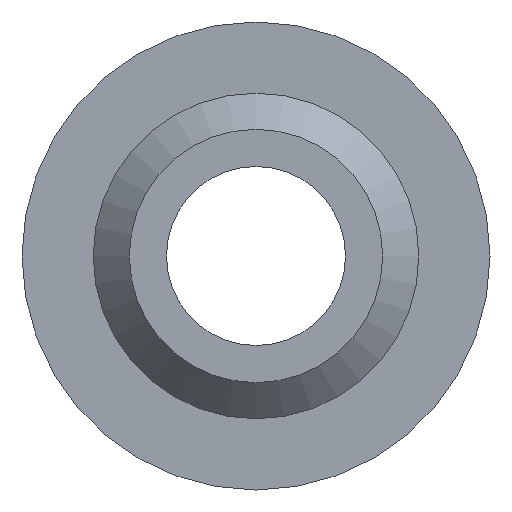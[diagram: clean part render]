
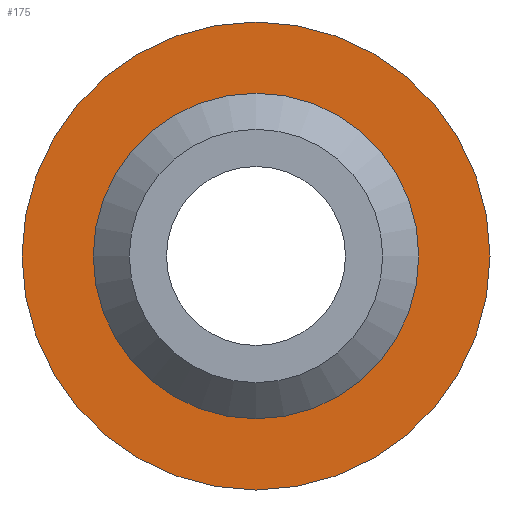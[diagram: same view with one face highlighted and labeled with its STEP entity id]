
A CAD part, front view. The second image highlights one B-rep face of the part: STEP entity #175.
In plain terms, the highlighted planar face has unit normal (0, -1, 0).
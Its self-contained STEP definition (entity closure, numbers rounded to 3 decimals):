
#15=FACE_BOUND('',#43,.T.);
#18=PLANE('',#213);
#31=FACE_OUTER_BOUND('',#42,.T.);
#42=EDGE_LOOP('',(#149));
#43=EDGE_LOOP('',(#150));
#76=CIRCLE('',#209,3.112);
#79=CIRCLE('',#214,5.75);
#91=VERTEX_POINT('',#312);
#94=VERTEX_POINT('',#322);
#110=EDGE_CURVE('',#91,#91,#76,.T.);
#115=EDGE_CURVE('',#94,#94,#79,.T.);
#149=ORIENTED_EDGE('',*,*,#115,.T.);
#150=ORIENTED_EDGE('',*,*,#110,.F.);
#175=ADVANCED_FACE('',(#31,#15),#18,.F.);
#209=AXIS2_PLACEMENT_3D('',#313,#256,#257);
#213=AXIS2_PLACEMENT_3D('',#321,#266,#267);
#214=AXIS2_PLACEMENT_3D('',#323,#268,#269);
#256=DIRECTION('center_axis',(0.,-1.,0.));
#257=DIRECTION('ref_axis',(1.,0.,0.));
#266=DIRECTION('center_axis',(0.,1.,0.));
#267=DIRECTION('ref_axis',(0.,0.,1.));
#268=DIRECTION('center_axis',(0.,-1.,0.));
#269=DIRECTION('ref_axis',(-1.,0.,0.));
#312=CARTESIAN_POINT('',(0.,7.,-3.112));
#313=CARTESIAN_POINT('Origin',(0.,7.,0.));
#321=CARTESIAN_POINT('Origin',(0.,7.,0.));
#322=CARTESIAN_POINT('',(5.75,7.,0.));
#323=CARTESIAN_POINT('Origin',(0.,7.,0.));
